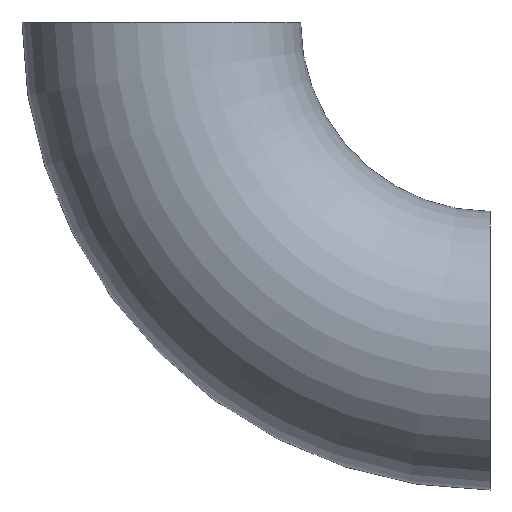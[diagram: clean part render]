
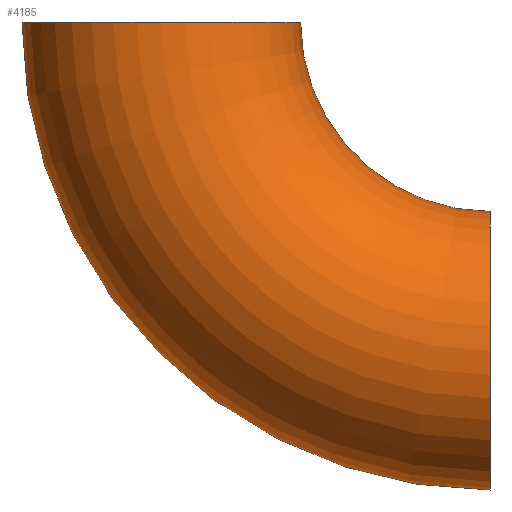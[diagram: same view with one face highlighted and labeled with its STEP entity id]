
A CAD part, left-side view. The second image highlights one B-rep face of the part: STEP entity #4185.
In plain terms, the highlighted toroidal (fillet/blend) face has major radius 57 mm and minor radius 24.15 mm.
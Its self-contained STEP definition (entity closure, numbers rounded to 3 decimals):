
#188 = VERTEX_POINT ( 'NONE', #1510 ) ;
#316 = DIRECTION ( 'NONE',  ( 0., 0., 1. ) ) ;
#1160 = CARTESIAN_POINT ( 'NONE',  ( 0., 57., 0. ) ) ;
#1175 = CARTESIAN_POINT ( 'NONE',  ( 0., 0., 0. ) ) ;
#1211 = ORIENTED_EDGE ( 'NONE', *, *, #7224, .F. ) ;
#1510 = CARTESIAN_POINT ( 'NONE',  ( 0., 81.15, 0. ) ) ;
#1516 = AXIS2_PLACEMENT_3D ( 'NONE', #6573, #5723, #1637 ) ;
#1623 = EDGE_CURVE ( 'NONE', #5979, #1633, #5101, .T. ) ;
#1633 = VERTEX_POINT ( 'NONE', #4203 ) ;
#1637 = DIRECTION ( 'NONE',  ( 0., 0., 1. ) ) ;
#1760 = DIRECTION ( 'NONE',  ( 0., 0., 1. ) ) ;
#1787 = CIRCLE ( 'NONE', #8798, 24.15 ) ;
#1841 = DIRECTION ( 'NONE',  ( -1., 0., 0. ) ) ;
#2001 = DIRECTION ( 'NONE',  ( 0., 0., 1. ) ) ;
#2693 = CIRCLE ( 'NONE', #9337, 24.15 ) ;
#2817 = ORIENTED_EDGE ( 'NONE', *, *, #9724, .T. ) ;
#3206 = VERTEX_POINT ( 'NONE', #9212 ) ;
#3952 = DIRECTION ( 'NONE',  ( 0., 0., 1. ) ) ;
#4185 = ADVANCED_FACE ( 'NONE', ( #4796 ), #5681, .T. ) ;
#4203 = CARTESIAN_POINT ( 'NONE',  ( 0., 0., -32.85 ) ) ;
#4251 = CARTESIAN_POINT ( 'NONE',  ( 0., 0., 0. ) ) ;
#4423 = ORIENTED_EDGE ( 'NONE', *, *, #1623, .F. ) ;
#4755 = DIRECTION ( 'NONE',  ( 0., 1., 0. ) ) ;
#4796 = FACE_OUTER_BOUND ( 'NONE', #8149, .T. ) ;
#4909 = AXIS2_PLACEMENT_3D ( 'NONE', #4251, #1841, #1760 ) ;
#5061 = ORIENTED_EDGE ( 'NONE', *, *, #7928, .T. ) ;
#5101 = CIRCLE ( 'NONE', #1516, 32.85 ) ;
#5610 = CARTESIAN_POINT ( 'NONE',  ( 0., 0., -57. ) ) ;
#5681 = TOROIDAL_SURFACE ( 'NONE', #8296, 57., 24.15 ) ;
#5723 = DIRECTION ( 'NONE',  ( -1., 0., 0. ) ) ;
#5979 = VERTEX_POINT ( 'NONE', #10712 ) ;
#6573 = CARTESIAN_POINT ( 'NONE',  ( 0., 0., 0. ) ) ;
#7224 = EDGE_CURVE ( 'NONE', #188, #5979, #1787, .T. ) ;
#7843 = DIRECTION ( 'NONE',  ( -1., 0., 0. ) ) ;
#7928 = EDGE_CURVE ( 'NONE', #3206, #1633, #2693, .T. ) ;
#8149 = EDGE_LOOP ( 'NONE', ( #1211, #2817, #5061, #4423 ) ) ;
#8296 = AXIS2_PLACEMENT_3D ( 'NONE', #1175, #7843, #2001 ) ;
#8547 = CIRCLE ( 'NONE', #4909, 81.15 ) ;
#8554 = DIRECTION ( 'NONE',  ( 0., -1., 0. ) ) ;
#8798 = AXIS2_PLACEMENT_3D ( 'NONE', #1160, #316, #8554 ) ;
#9212 = CARTESIAN_POINT ( 'NONE',  ( 0., 0., -81.15 ) ) ;
#9337 = AXIS2_PLACEMENT_3D ( 'NONE', #5610, #4755, #3952 ) ;
#9724 = EDGE_CURVE ( 'NONE', #188, #3206, #8547, .T. ) ;
#10712 = CARTESIAN_POINT ( 'NONE',  ( 0., 32.85, 0. ) ) ;
